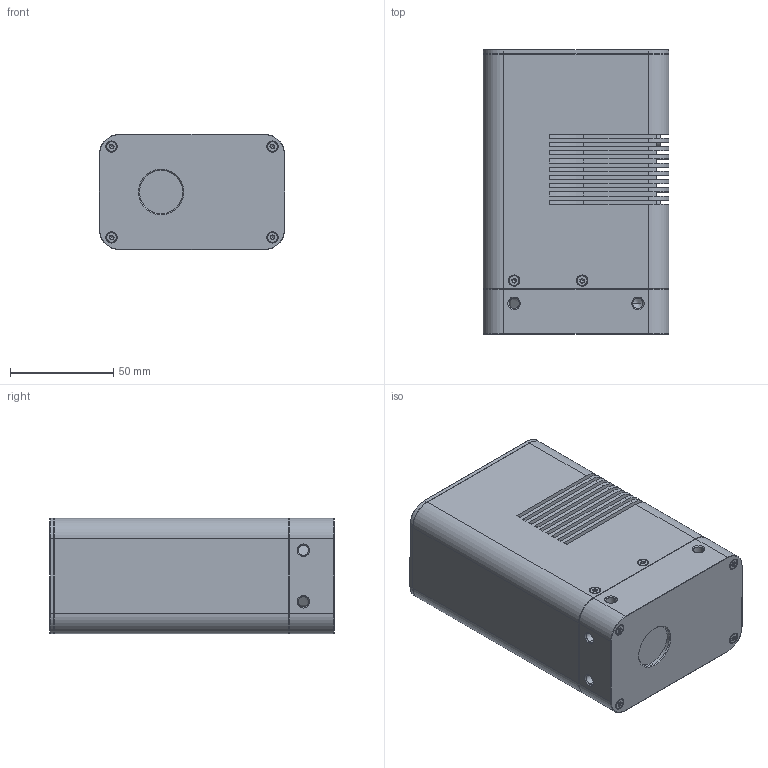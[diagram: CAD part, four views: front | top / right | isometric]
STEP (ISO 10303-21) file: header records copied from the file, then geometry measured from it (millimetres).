
FILE_DESCRIPTION (( 'STEP AP203' ), '1' );
FILE_NAME ('PXP-18-CL-XXXX.STEP', '2020-10-22T07:52:48', ( '' ), ( '' ), 'SwSTEP 2.0', 'SolidWorks 2020', '' );
FILE_SCHEMA (( 'CONFIG_CONTROL_DESIGN' ));
Length unit declared in the file: millimetre
Products named in the file (1): PXP-18-CL-XXXX
Bounding box: 90 x 138 x 56 mm (x, y, z)
Volume: 664483.6 mm3; surface area: 67543 mm2
Topology: 1 solids, 1 shells, 664 faces, 1793 edges, 1131 vertices
Faces by surface type: cylinder 296, plane 246, cone 116, torus 6
Entity records: 21700 total; most frequent: CARTESIAN_POINT 5133, ORIENTED_EDGE 3510, DIRECTION 3405, EDGE_CURVE 1755, AXIS2_PLACEMENT_3D 1211, VERTEX_POINT 1131, VECTOR 983, LINE 983
